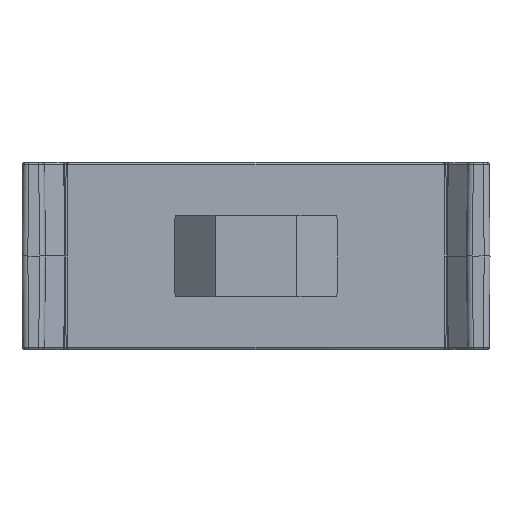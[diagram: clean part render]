
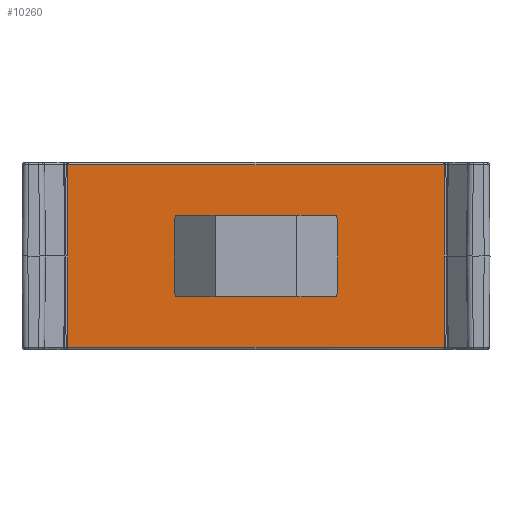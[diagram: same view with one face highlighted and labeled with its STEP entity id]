
A CAD part, front view. The second image highlights one B-rep face of the part: STEP entity #10260.
In plain terms, the highlighted planar face has unit normal (0, -1, 0).
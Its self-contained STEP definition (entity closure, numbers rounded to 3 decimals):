
#20 = CARTESIAN_POINT ( 'NONE',  ( 3.558, 0., 1.763 ) ) ;
#139 = CARTESIAN_POINT ( 'NONE',  ( 3.909, 0., 0.916 ) ) ;
#361 = ORIENTED_EDGE ( 'NONE', *, *, #767, .F. ) ;
#593 = CARTESIAN_POINT ( 'NONE',  ( 4., 0., 0. ) ) ;
#692 = DIRECTION ( 'NONE',  ( -1., 0., 0. ) ) ;
#710 = LINE ( 'NONE', #2926, #9936 ) ;
#767 = EDGE_CURVE ( 'NONE', #1921, #5804, #1810, .T. ) ;
#793 = DIRECTION ( 'NONE',  ( 0., 0., 1. ) ) ;
#842 = CARTESIAN_POINT ( 'NONE',  ( 16.1, 0., 7.8 ) ) ;
#903 = ORIENTED_EDGE ( 'NONE', *, *, #7311, .F. ) ;
#909 = PLANE ( 'NONE',  #6639 ) ;
#922 = CARTESIAN_POINT ( 'NONE',  ( 3.299, 0., 2.151 ) ) ;
#1002 = CARTESIAN_POINT ( 'NONE',  ( 2.651, 0., 2.799 ) ) ;
#1039 = EDGE_LOOP ( 'NONE', ( #361, #11825, #3471, #5800, #3523, #5496 ) ) ;
#1113 = VECTOR ( 'NONE', #1524, 1000. ) ;
#1190 = CARTESIAN_POINT ( 'NONE',  ( 4., 0., 8. ) ) ;
#1301 = LINE ( 'NONE', #8019, #11117 ) ;
#1497 = DIRECTION ( 'NONE',  ( 0., 0., -1. ) ) ;
#1524 = DIRECTION ( 'NONE',  ( 0., 0., -1. ) ) ;
#1612 = VECTOR ( 'NONE', #5740, 1000. ) ;
#1810 = LINE ( 'NONE', #4558, #10745 ) ;
#1921 = VERTEX_POINT ( 'NONE', #6991 ) ;
#1927 = DIRECTION ( 'NONE',  ( 0., 1., 0. ) ) ;
#1965 = CARTESIAN_POINT ( 'NONE',  ( 16.1, 0., 3.5 ) ) ;
#2082 = LINE ( 'NONE', #842, #6788 ) ;
#2211 = CARTESIAN_POINT ( 'NONE',  ( 16.1, 0., 8. ) ) ;
#2243 = DIRECTION ( 'NONE',  ( -1., 0., 0. ) ) ;
#2252 = ORIENTED_EDGE ( 'NONE', *, *, #8361, .F. ) ;
#2380 = CARTESIAN_POINT ( 'NONE',  ( -16.1, 0., -7.8 ) ) ;
#2907 = LINE ( 'NONE', #10847, #9790 ) ;
#2926 = CARTESIAN_POINT ( 'NONE',  ( 16.1, 0., -3.5 ) ) ;
#2989 = CARTESIAN_POINT ( 'NONE',  ( -16.1, 0., 7.8 ) ) ;
#3185 = DIRECTION ( 'NONE',  ( 0., 0., 1. ) ) ;
#3192 = EDGE_CURVE ( 'NONE', #5804, #11086, #2082, .T. ) ;
#3261 = CARTESIAN_POINT ( 'NONE',  ( -2.263, 0., -3.058 ) ) ;
#3441 = VERTEX_POINT ( 'NONE', #11500 ) ;
#3471 = ORIENTED_EDGE ( 'NONE', *, *, #11723, .F. ) ;
#3523 = ORIENTED_EDGE ( 'NONE', *, *, #10014, .F. ) ;
#3594 = LINE ( 'NONE', #5078, #1113 ) ;
#3887 = LINE ( 'NONE', #4194, #5073 ) ;
#3998 = VERTEX_POINT ( 'NONE', #7757 ) ;
#4143 = VERTEX_POINT ( 'NONE', #10828 ) ;
#4194 = CARTESIAN_POINT ( 'NONE',  ( -16.1, 0., 8. ) ) ;
#4241 = CARTESIAN_POINT ( 'NONE',  ( -0.5, 0., -3.5 ) ) ;
#4257 = EDGE_CURVE ( 'NONE', #5925, #1921, #3887, .T. ) ;
#4316 = VERTEX_POINT ( 'NONE', #7135 ) ;
#4558 = CARTESIAN_POINT ( 'NONE',  ( -16.1, 0., 8. ) ) ;
#4720 = CARTESIAN_POINT ( 'NONE',  ( 0.5, 0., 3.5 ) ) ;
#5073 = VECTOR ( 'NONE', #3185, 1000. ) ;
#5078 = CARTESIAN_POINT ( 'NONE',  ( 16.1, 0., 8. ) ) ;
#5355 = LINE ( 'NONE', #2211, #8310 ) ;
#5387 = EDGE_LOOP ( 'NONE', ( #9382, #2252, #11226, #9685, #903, #7147 ) ) ;
#5496 = ORIENTED_EDGE ( 'NONE', *, *, #3192, .F. ) ;
#5740 = DIRECTION ( 'NONE',  ( 0., 0., 1. ) ) ;
#5800 = ORIENTED_EDGE ( 'NONE', *, *, #11240, .F. ) ;
#5804 = VERTEX_POINT ( 'NONE', #2989 ) ;
#5925 = VERTEX_POINT ( 'NONE', #2380 ) ;
#6290 = VECTOR ( 'NONE', #2243, 1000. ) ;
#6620 = CARTESIAN_POINT ( 'NONE',  ( 4., 0., 0. ) ) ;
#6639 = AXIS2_PLACEMENT_3D ( 'NONE', #7467, #1927, #8405 ) ;
#6701 = CARTESIAN_POINT ( 'NONE',  ( 2.263, 0., 3.058 ) ) ;
#6788 = VECTOR ( 'NONE', #8344, 1000. ) ;
#6869 = EDGE_CURVE ( 'NONE', #3998, #8080, #9985, .T. ) ;
#6991 = CARTESIAN_POINT ( 'NONE',  ( -16.1, 0., 0. ) ) ;
#7135 = CARTESIAN_POINT ( 'NONE',  ( 4., 0., -3.5 ) ) ;
#7147 = ORIENTED_EDGE ( 'NONE', *, *, #9088, .F. ) ;
#7311 = EDGE_CURVE ( 'NONE', #4316, #9679, #9375, .T. ) ;
#7365 = CARTESIAN_POINT ( 'NONE',  ( 16.1, 0., -7.8 ) ) ;
#7467 = CARTESIAN_POINT ( 'NONE',  ( 16.1, 0., 8. ) ) ;
#7757 = CARTESIAN_POINT ( 'NONE',  ( -4., 0., 0. ) ) ;
#7950 = CARTESIAN_POINT ( 'NONE',  ( -3.558, 0., -1.763 ) ) ;
#7990 = CARTESIAN_POINT ( 'NONE',  ( -3.299, 0., -2.151 ) ) ;
#8019 = CARTESIAN_POINT ( 'NONE',  ( -4., 0., 8. ) ) ;
#8080 = VERTEX_POINT ( 'NONE', #8427 ) ;
#8175 = B_SPLINE_CURVE_WITH_KNOTS ( 'NONE', 3,
 ( #6620, #8535, #139, #20, #922, #1002, #6701, #8385, #10266, #4720 ),
 .UNSPECIFIED., .F., .F.,
 ( 4, 2, 2, 2, 4 ),
 ( 0., 0.25, 0.5, 0.75, 1. ),
 .UNSPECIFIED. ) ;
#8310 = VECTOR ( 'NONE', #9081, 1000. ) ;
#8344 = DIRECTION ( 'NONE',  ( 1., 0., 0. ) ) ;
#8361 = EDGE_CURVE ( 'NONE', #3441, #3998, #1301, .T. ) ;
#8385 = CARTESIAN_POINT ( 'NONE',  ( 1.416, 0., 3.409 ) ) ;
#8405 = DIRECTION ( 'NONE',  ( 0., 0., 1. ) ) ;
#8427 = CARTESIAN_POINT ( 'NONE',  ( -0.5, 0., -3.5 ) ) ;
#8535 = CARTESIAN_POINT ( 'NONE',  ( 4., 0., 0.458 ) ) ;
#8681 = EDGE_CURVE ( 'NONE', #4143, #3441, #8769, .T. ) ;
#8769 = LINE ( 'NONE', #1965, #6290 ) ;
#8872 = FACE_OUTER_BOUND ( 'NONE', #1039, .T. ) ;
#8894 = CARTESIAN_POINT ( 'NONE',  ( -2.651, 0., -2.799 ) ) ;
#8935 = CARTESIAN_POINT ( 'NONE',  ( -1.416, 0., -3.409 ) ) ;
#9081 = DIRECTION ( 'NONE',  ( 0., 0., -1. ) ) ;
#9088 = EDGE_CURVE ( 'NONE', #8080, #4316, #710, .T. ) ;
#9375 = LINE ( 'NONE', #1190, #1612 ) ;
#9382 = ORIENTED_EDGE ( 'NONE', *, *, #6869, .F. ) ;
#9490 = DIRECTION ( 'NONE',  ( 1., 0., 0. ) ) ;
#9679 = VERTEX_POINT ( 'NONE', #593 ) ;
#9685 = ORIENTED_EDGE ( 'NONE', *, *, #11045, .F. ) ;
#9790 = VECTOR ( 'NONE', #692, 1000. ) ;
#9860 = CARTESIAN_POINT ( 'NONE',  ( -0.958, 0., -3.5 ) ) ;
#9936 = VECTOR ( 'NONE', #9490, 1000. ) ;
#9955 = CARTESIAN_POINT ( 'NONE',  ( -4., 0., -0.458 ) ) ;
#9985 = B_SPLINE_CURVE_WITH_KNOTS ( 'NONE', 3,
 ( #11835, #9955, #10897, #7950, #7990, #8894, #3261, #8935, #9860, #4241 ),
 .UNSPECIFIED., .F., .F.,
 ( 4, 2, 2, 2, 4 ),
 ( 0., 0.25, 0.5, 0.75, 1. ),
 .UNSPECIFIED. ) ;
#10014 = EDGE_CURVE ( 'NONE', #11086, #10478, #3594, .T. ) ;
#10053 = FACE_BOUND ( 'NONE', #5387, .T. ) ;
#10260 = ADVANCED_FACE ( 'NONE', ( #8872, #10053 ), #909, .F. ) ;
#10266 = CARTESIAN_POINT ( 'NONE',  ( 0.958, 0., 3.5 ) ) ;
#10347 = CARTESIAN_POINT ( 'NONE',  ( 16.1, 0., 7.8 ) ) ;
#10478 = VERTEX_POINT ( 'NONE', #11696 ) ;
#10745 = VECTOR ( 'NONE', #793, 1000. ) ;
#10828 = CARTESIAN_POINT ( 'NONE',  ( 0.5, 0., 3.5 ) ) ;
#10847 = CARTESIAN_POINT ( 'NONE',  ( 16.1, 0., -7.8 ) ) ;
#10897 = CARTESIAN_POINT ( 'NONE',  ( -3.909, 0., -0.916 ) ) ;
#11045 = EDGE_CURVE ( 'NONE', #9679, #4143, #8175, .T. ) ;
#11086 = VERTEX_POINT ( 'NONE', #10347 ) ;
#11117 = VECTOR ( 'NONE', #1497, 1000. ) ;
#11226 = ORIENTED_EDGE ( 'NONE', *, *, #8681, .F. ) ;
#11240 = EDGE_CURVE ( 'NONE', #10478, #11884, #5355, .T. ) ;
#11500 = CARTESIAN_POINT ( 'NONE',  ( -4., 0., 3.5 ) ) ;
#11696 = CARTESIAN_POINT ( 'NONE',  ( 16.1, 0., 0. ) ) ;
#11723 = EDGE_CURVE ( 'NONE', #11884, #5925, #2907, .T. ) ;
#11825 = ORIENTED_EDGE ( 'NONE', *, *, #4257, .F. ) ;
#11835 = CARTESIAN_POINT ( 'NONE',  ( -4., 0., 0. ) ) ;
#11884 = VERTEX_POINT ( 'NONE', #7365 ) ;
